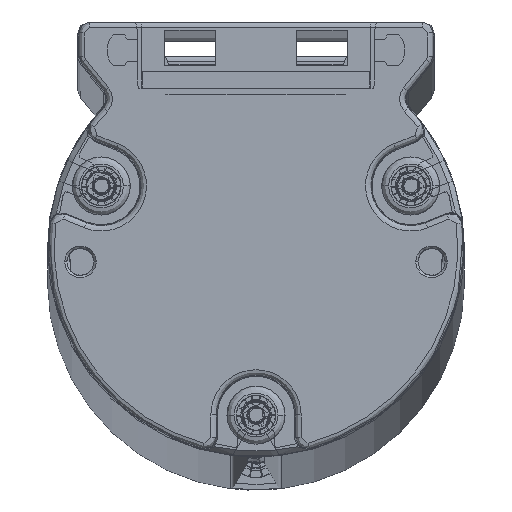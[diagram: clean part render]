
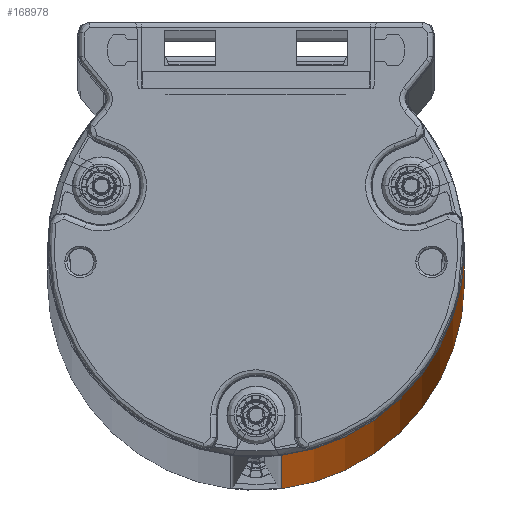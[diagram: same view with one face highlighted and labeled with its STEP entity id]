
A CAD part, top view. The second image highlights one B-rep face of the part: STEP entity #168978.
In plain terms, the highlighted cylindrical face has radius 19 mm (diameter 38 mm), a partial arc.
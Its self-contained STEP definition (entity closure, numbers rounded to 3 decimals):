
#48168=CARTESIAN_POINT('',(0.,0.,-1738.2));
#48169=DIRECTION('',(0.,0.,1.));
#48170=DIRECTION('',(0.122,-0.992,0.));
#48171=AXIS2_PLACEMENT_3D('',#48168,#48169,#48170);
#48173=DIRECTION('',(0.,0.,-1.));
#48174=VECTOR('',#48173,1738.2);
#48175=CARTESIAN_POINT('',(2.323,-18.857,
0.));
#48176=LINE('',#48175,#48174);
#48177=CARTESIAN_POINT('',(0.,0.,0.));
#48178=DIRECTION('',(0.,0.,-1.));
#48179=DIRECTION('',(0.951,0.308,0.));
#48180=AXIS2_PLACEMENT_3D('',#48177,#48178,#48179);
#48182=DIRECTION('',(0.,0.,1.));
#48183=VECTOR('',#48182,1738.2);
#48184=CARTESIAN_POINT('',(18.075,5.857,-1738.2));
#48185=LINE('',#48184,#48183);
#139690=CARTESIAN_POINT('',(18.075,5.857,0.));
#139691=CARTESIAN_POINT('',(2.323,-18.857,0.));
#139692=VERTEX_POINT('',#139690);
#139693=VERTEX_POINT('',#139691);
#140263=CARTESIAN_POINT('',(2.323,-18.857,-1738.2));
#140264=CARTESIAN_POINT('',(18.075,5.857,-1738.2));
#140265=VERTEX_POINT('',#140263);
#140266=VERTEX_POINT('',#140264);
#168966=CARTESIAN_POINT('',(0.,0.,0.));
#168967=DIRECTION('',(0.,0.,1.));
#168968=DIRECTION('',(1.,0.,0.));
#168969=AXIS2_PLACEMENT_3D('',#168966,#168967,#168968);
#168970=CYLINDRICAL_SURFACE('',#168969,19.);
#168971=ORIENTED_EDGE('',*,*,#148943,.F.);
#168973=ORIENTED_EDGE('',*,*,#168972,.F.);
#168974=ORIENTED_EDGE('',*,*,#148394,.F.);
#168975=ORIENTED_EDGE('',*,*,#168959,.F.);
#168976=EDGE_LOOP('',(#168971,#168973,#168974,#168975));
#168977=FACE_OUTER_BOUND('',#168976,.F.);
#168978=ADVANCED_FACE('',(#168977),#168970,.T.);
#48172=CIRCLE('',#48171,19.);
#48181=CIRCLE('',#48180,19.);
#148394=EDGE_CURVE('',#139692,#139693,#48181,.T.);
#148943=EDGE_CURVE('',#140265,#140266,#48172,.T.);
#168959=EDGE_CURVE('',#140266,#139692,#48185,.T.);
#168972=EDGE_CURVE('',#139693,#140265,#48176,.T.);
